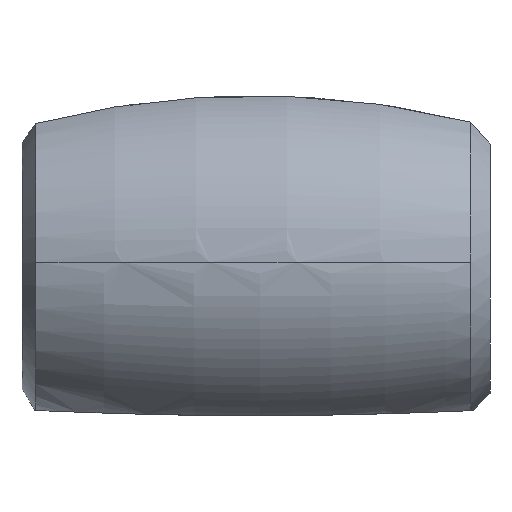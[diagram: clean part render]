
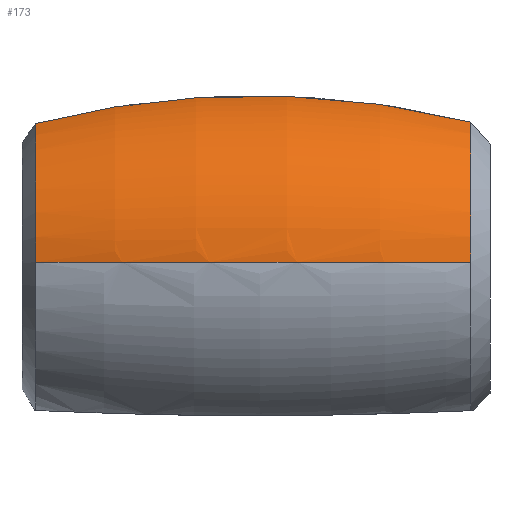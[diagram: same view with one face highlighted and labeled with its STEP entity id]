
A CAD part, left-side view. The second image highlights one B-rep face of the part: STEP entity #173.
In plain terms, the highlighted toroidal (fillet/blend) face has major radius 21.034 mm and minor radius 25.797 mm.
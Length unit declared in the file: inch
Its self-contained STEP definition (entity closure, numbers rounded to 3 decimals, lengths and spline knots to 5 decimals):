
#11 = CARTESIAN_POINT ( 'NONE',  ( -0.06013, 0.48509, 0.14818 ) ) ;
#16 = CARTESIAN_POINT ( 'NONE',  ( -0.05959, 0.17364, 0.17475 ) ) ;
#18 = VERTEX_POINT ( 'NONE', #1136 ) ;
#21 = CARTESIAN_POINT ( 'NONE',  ( -0.05957, 0.30111, 0.17643 ) ) ;
#27 = CARTESIAN_POINT ( 'NONE',  ( -0.05963, 0.15423, 0.17299 ) ) ;
#29 = CIRCLE ( 'NONE', #404, 0.15992 ) ;
#36 = CARTESIAN_POINT ( 'NONE',  ( -0.05979, 0.41145, 0.16405 ) ) ;
#38 = VERTEX_POINT ( 'NONE', #313 ) ;
#43 = CARTESIAN_POINT ( 'NONE',  ( -0.06013, 0.48509, 0.14818 ) ) ;
#54 = DIRECTION ( 'NONE',  ( 0., 0., -1. ) ) ;
#74 = ORIENTED_EDGE ( 'NONE', *, *, #1075, .T. ) ;
#100 = CARTESIAN_POINT ( 'NONE',  ( -0.05962, 0.15911, 0.17347 ) ) ;
#107 = CARTESIAN_POINT ( 'NONE',  ( -0.05993, 0.05275, 0.15713 ) ) ;
#113 = CARTESIAN_POINT ( 'NONE',  ( -0.05987, 0.06865, 0.16038 ) ) ;
#118 = CARTESIAN_POINT ( 'NONE',  ( -0.05966, 0.36113, 0.17132 ) ) ;
#125 = CARTESIAN_POINT ( 'NONE',  ( -0.05967, 0.36716, 0.17059 ) ) ;
#134 = CARTESIAN_POINT ( 'NONE',  ( -0.05985, 0.42712, 0.16118 ) ) ;
#173 = ADVANCED_FACE ( 'NONE', ( #886 ), #1107, .T. ) ;
#193 = CARTESIAN_POINT ( 'NONE',  ( -0.05967, 0.13383, 0.17071 ) ) ;
#198 = CARTESIAN_POINT ( 'NONE',  ( -0.05956, 0.29377, 0.17682 ) ) ;
#204 = CARTESIAN_POINT ( 'NONE',  ( -0.05954, 0.24208, 0.17781 ) ) ;
#210 = CARTESIAN_POINT ( 'NONE',  ( 0., 0.48509, 0. ) ) ;
#215 = CARTESIAN_POINT ( 'NONE',  ( -0.05961, 0.3354, 0.17398 ) ) ;
#245 = VERTEX_POINT ( 'NONE', #11 ) ;
#276 = EDGE_CURVE ( 'NONE', #38, #245, #1138, .T. ) ;
#283 = CARTESIAN_POINT ( 'NONE',  ( -0.05962, 0.34522, 0.17306 ) ) ;
#288 = CARTESIAN_POINT ( 'NONE',  ( -0.05968, 0.12625, 0.16975 ) ) ;
#296 = CARTESIAN_POINT ( 'NONE',  ( -0.05964, 0.35262, 0.17229 ) ) ;
#302 = CARTESIAN_POINT ( 'NONE',  ( -0.05955, 0.27649, 0.17744 ) ) ;
#307 = CARTESIAN_POINT ( 'NONE',  ( -0.0601, 0.02053, 0.14962 ) ) ;
#312 = CARTESIAN_POINT ( 'NONE',  ( -0.05984, 0.42546, 0.1615 ) ) ;
#313 = CARTESIAN_POINT ( 'NONE',  ( -0.0601, 0.02053, 0.14962 ) ) ;
#368 = CARTESIAN_POINT ( 'NONE',  ( -0.05955, 0.28638, 0.17712 ) ) ;
#384 = CARTESIAN_POINT ( 'NONE',  ( -0.05959, 0.32322, 0.17501 ) ) ;
#393 = CARTESIAN_POINT ( 'NONE',  ( -0.05967, 0.1325, 0.17054 ) ) ;
#404 = AXIS2_PLACEMENT_3D ( 'NONE', #210, #560, #931 ) ;
#408 = DIRECTION ( 'NONE',  ( -1., 0., 0. ) ) ;
#456 = CARTESIAN_POINT ( 'NONE',  ( -0.05958, 0.18336, 0.17548 ) ) ;
#461 = CARTESIAN_POINT ( 'NONE',  ( -0.05955, 0.27162, 0.17756 ) ) ;
#465 = CARTESIAN_POINT ( 'NONE',  ( -0.0596, 0.16881, 0.17436 ) ) ;
#470 = CARTESIAN_POINT ( 'NONE',  ( -0.05965, 0.13976, 0.17143 ) ) ;
#475 = AXIS2_PLACEMENT_3D ( 'NONE', #549, #486, #845 ) ;
#477 = CARTESIAN_POINT ( 'NONE',  ( -0.05972, 0.38972, 0.16757 ) ) ;
#486 = DIRECTION ( 'NONE',  ( 0., 1., 0. ) ) ;
#495 = CIRCLE ( 'NONE', #774, 1.01562 ) ;
#543 = CARTESIAN_POINT ( 'NONE',  ( -0.0598, 0.08657, 0.16373 ) ) ;
#548 = CARTESIAN_POINT ( 'NONE',  ( -0.05961, 0.16162, 0.17371 ) ) ;
#549 = CARTESIAN_POINT ( 'NONE',  ( 0., 0.02053, 0. ) ) ;
#554 = CARTESIAN_POINT ( 'NONE',  ( -0.05984, 0.07619, 0.16181 ) ) ;
#559 = CARTESIAN_POINT ( 'NONE',  ( -0.06005, 0.02936, 0.15185 ) ) ;
#560 = DIRECTION ( 'NONE',  ( 0., -1., 0. ) ) ;
#564 = CARTESIAN_POINT ( 'NONE',  ( -0.05958, 0.18832, 0.17582 ) ) ;
#565 = CARTESIAN_POINT ( 'NONE',  ( -0.15992, 0.48509, 0. ) ) ;
#592 = AXIS2_PLACEMENT_3D ( 'NONE', #611, #706, #1071 ) ;
#611 = CARTESIAN_POINT ( 'NONE',  ( 0., 0.25, 0. ) ) ;
#632 = ORIENTED_EDGE ( 'NONE', *, *, #788, .F. ) ;
#635 = CARTESIAN_POINT ( 'NONE',  ( -0.05956, 0.20286, 0.17668 ) ) ;
#640 = CARTESIAN_POINT ( 'NONE',  ( -0.05954, 0.25687, 0.17778 ) ) ;
#645 = CARTESIAN_POINT ( 'NONE',  ( -0.05984, 0.07493, 0.16157 ) ) ;
#651 = CARTESIAN_POINT ( 'NONE',  ( -0.05957, 0.30839, 0.17602 ) ) ;
#664 = CARTESIAN_POINT ( 'NONE',  ( -0.05985, 0.42661, 0.16128 ) ) ;
#671 = CARTESIAN_POINT ( 'NONE',  ( -0.05993, 0.44825, 0.15715 ) ) ;
#681 = CARTESIAN_POINT ( 'NONE',  ( -0.06002, 0.46735, 0.15278 ) ) ;
#706 = DIRECTION ( 'NONE',  ( 0., 1., 0. ) ) ;
#725 = CARTESIAN_POINT ( 'NONE',  ( -0.05958, 0.31583, 0.17554 ) ) ;
#735 = CARTESIAN_POINT ( 'NONE',  ( -0.05957, 0.306, 0.17616 ) ) ;
#743 = CARTESIAN_POINT ( 'NONE',  ( -0.05971, 0.1176, 0.16859 ) ) ;
#751 = CARTESIAN_POINT ( 'NONE',  ( -0.05982, 0.41966, 0.16258 ) ) ;
#774 = AXIS2_PLACEMENT_3D ( 'NONE', #936, #54, #408 ) ;
#788 = EDGE_CURVE ( 'NONE', #18, #991, #495, .T. ) ;
#812 = CARTESIAN_POINT ( 'NONE',  ( -0.05954, 0.23227, 0.17768 ) ) ;
#814 = CIRCLE ( 'NONE', #475, 0.16124 ) ;
#819 = CARTESIAN_POINT ( 'NONE',  ( -0.06, 0.03852, 0.15401 ) ) ;
#820 = ORIENTED_EDGE ( 'NONE', *, *, #1114, .T. ) ;
#824 = CARTESIAN_POINT ( 'NONE',  ( -0.0599, 0.05999, 0.15866 ) ) ;
#831 = CARTESIAN_POINT ( 'NONE',  ( -0.0597, 0.37977, 0.16899 ) ) ;
#839 = CARTESIAN_POINT ( 'NONE',  ( -0.05977, 0.40427, 0.16525 ) ) ;
#845 = DIRECTION ( 'NONE',  ( 0., 0., 1. ) ) ;
#886 = FACE_OUTER_BOUND ( 'NONE', #1161, .T. ) ;
#904 = CARTESIAN_POINT ( 'NONE',  ( -0.05954, 0.26179, 0.17773 ) ) ;
#909 = CARTESIAN_POINT ( 'NONE',  ( -0.05973, 0.11031, 0.16753 ) ) ;
#916 = CARTESIAN_POINT ( 'NONE',  ( -0.05968, 0.13, 0.17023 ) ) ;
#922 = CARTESIAN_POINT ( 'NONE',  ( -0.05967, 0.36828, 0.17045 ) ) ;
#930 = CARTESIAN_POINT ( 'NONE',  ( -0.05966, 0.36475, 0.17088 ) ) ;
#931 = DIRECTION ( 'NONE',  ( 0., 0., -1. ) ) ;
#936 = CARTESIAN_POINT ( 'NONE',  ( 0.82812, 0.25, 0. ) ) ;
#991 = VERTEX_POINT ( 'NONE', #565 ) ;
#995 = CARTESIAN_POINT ( 'NONE',  ( -0.05977, 0.09592, 0.16532 ) ) ;
#1001 = CARTESIAN_POINT ( 'NONE',  ( -0.05955, 0.21268, 0.17712 ) ) ;
#1020 = CARTESIAN_POINT ( 'NONE',  ( -0.05964, 0.14694, 0.17225 ) ) ;
#1064 = ORIENTED_EDGE ( 'NONE', *, *, #276, .T. ) ;
#1071 = DIRECTION ( 'NONE',  ( -1., 0., 0. ) ) ;
#1075 = EDGE_CURVE ( 'NONE', #245, #991, #29, .T. ) ;
#1092 = CARTESIAN_POINT ( 'NONE',  ( -0.0596, 0.33054, 0.1744 ) ) ;
#1097 = CARTESIAN_POINT ( 'NONE',  ( -0.05985, 0.07304, 0.16122 ) ) ;
#1102 = CARTESIAN_POINT ( 'NONE',  ( -0.05961, 0.33775, 0.17376 ) ) ;
#1107 = TOROIDAL_SURFACE ( 'NONE', #592, -0.82812, 1.01562 ) ;
#1109 = CARTESIAN_POINT ( 'NONE',  ( -0.05983, 0.07689, 0.16194 ) ) ;
#1114 = EDGE_CURVE ( 'NONE', #18, #38, #814, .T. ) ;
#1115 = CARTESIAN_POINT ( 'NONE',  ( -0.05984, 0.42373, 0.16182 ) ) ;
#1136 = CARTESIAN_POINT ( 'NONE',  ( -0.16124, 0.02053, 0. ) ) ;
#1138 = B_SPLINE_CURVE_WITH_KNOTS ( 'NONE', 3,
 ( #307, #559, #819, #107, #824, #113, #1097, #645, #554, #1109, #543, #995, #909, #743, #288, #916, #393, #193, #470, #1020, #27, #100, #548, #465, #16, #456, #564, #635, #1001, #812, #204, #640, #904, #461, #302, #368, #198, #21, #735, #651, #725, #384, #1092, #215, #1102, #283, #296, #118, #930, #125, #922, #831, #477, #839, #36, #751, #1115, #312, #664, #134, #671, #681, #43 ),
 .UNSPECIFIED., .F., .F.,
 ( 4, 2, 1, 1, 1, 2, 2, 2, 1, 1, 2, 2, 1, 2, 2, 2, 2, 2, 2, 2, 2, 1, 2, 2, 1, 2, 2, 1, 1, 2, 2, 2, 1, 1, 1, 2, 2, 4 ),
 ( 0., 0.0625, 0.09375, 0.10937, 0.11719, 0.12109, 0.125, 0.1875, 0.21875, 0.23438, 0.24219, 0.25, 0.28125, 0.29687, 0.3125, 0.34375, 0.375, 0.4375, 0.5, 0.53125, 0.5625, 0.59375, 0.60938, 0.625, 0.65625, 0.67188, 0.6875, 0.71875, 0.73438, 0.74219, 0.75, 0.8125, 0.84375, 0.85938, 0.86719, 0.87109, 0.875, 1. ),
 .UNSPECIFIED. ) ;
#1161 = EDGE_LOOP ( 'NONE', ( #632, #820, #1064, #74 ) ) ;
